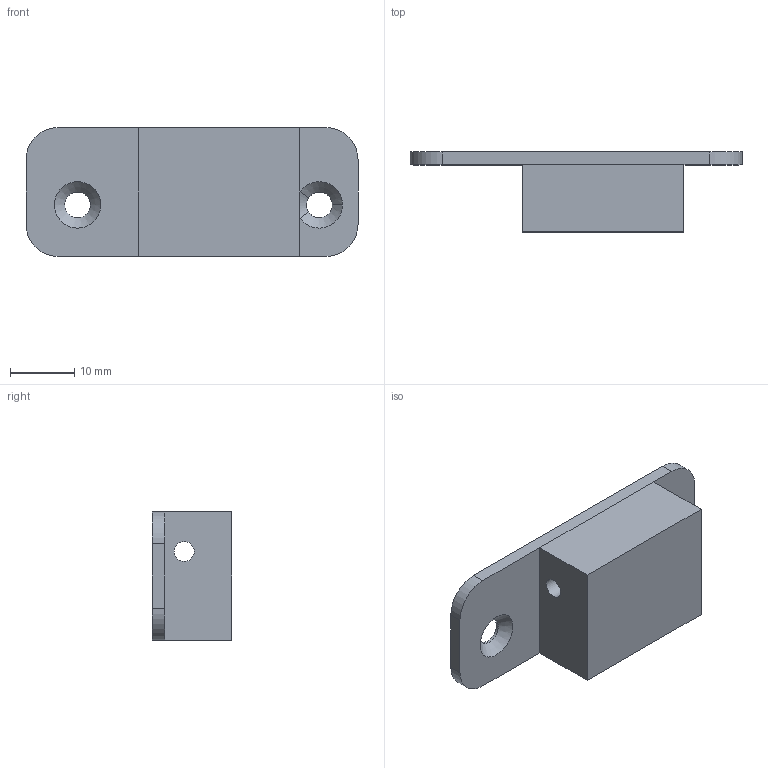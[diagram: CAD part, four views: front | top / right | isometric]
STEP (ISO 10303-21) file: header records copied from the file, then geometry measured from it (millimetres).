
FILE_DESCRIPTION(('FreeCAD Model'),'2;1');
FILE_NAME('Open CASCADE Shape Model','2023-02-20T21:06:06',(''),(''), 'Open CASCADE STEP processor 7.6','FreeCAD','Unknown');
FILE_SCHEMA(('AUTOMOTIVE_DESIGN { 1 0 10303 214 1 1 1 1 }'));
Length unit declared in the file: millimetre
Products named in the file (1): неподвижная часть натяжителя
Bounding box: 51.5 x 12.4 x 20 mm (x, y, z)
Volume: 4120.6 mm3; surface area: 4303.1 mm2
Topology: 1 solids, 1 shells, 32 faces, 83 edges, 52 vertices
Faces by surface type: plane 21, cylinder 7, cone 3, bspline 1
Full cylindrical faces by diameter (mm): 3.1 x1, 4 x2
Entity records: 2132 total; most frequent: CARTESIAN_POINT 435, DIRECTION 314, LINE 209, VECTOR 209, ORIENTED_EDGE 166, PCURVE 166, DEFINITIONAL_REPRESENTATION 166, EDGE_CURVE 83
